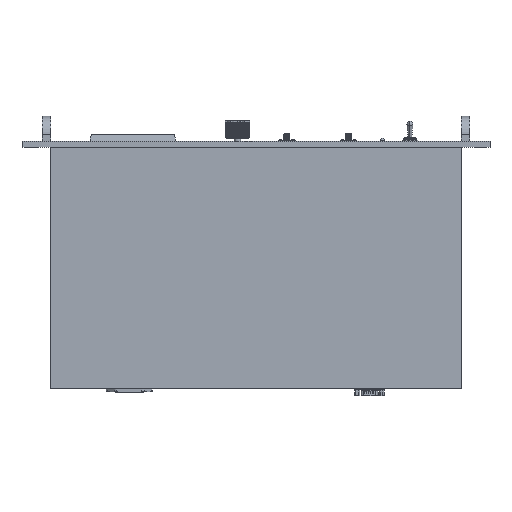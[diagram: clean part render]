
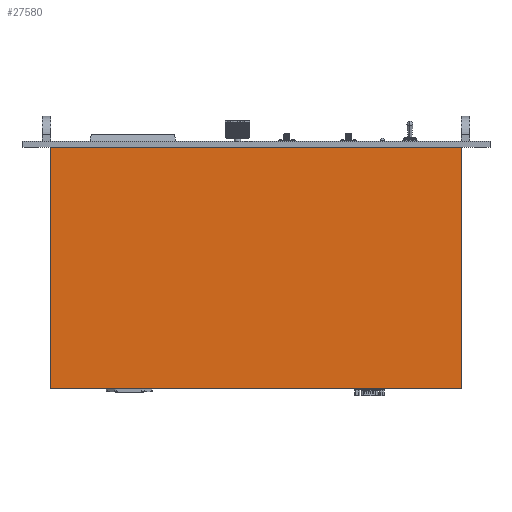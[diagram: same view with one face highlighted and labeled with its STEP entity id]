
A CAD part, front view. The second image highlights one B-rep face of the part: STEP entity #27580.
In plain terms, the highlighted planar face has unit normal (0, -1, 0).
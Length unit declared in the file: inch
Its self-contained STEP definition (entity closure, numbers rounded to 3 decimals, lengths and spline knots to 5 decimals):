
#4555 = VERTEX_POINT ( 'NONE', #21041 ) ;
#5264 = VERTEX_POINT ( 'NONE', #40141 ) ;
#5766 = VERTEX_POINT ( 'NONE', #30029 ) ;
#9217 = CARTESIAN_POINT ( 'NONE',  ( 8.35, -0.75, -36.88723 ) ) ;
#14135 = LINE ( 'NONE', #53652, #26602 ) ;
#17416 = EDGE_CURVE ( 'NONE', #5264, #4555, #14135, .T. ) ;
#18502 = ORIENTED_EDGE ( 'NONE', *, *, #34487, .T. ) ;
#19473 = CARTESIAN_POINT ( 'NONE',  ( -8.35, -0.75, -36.88723 ) ) ;
#21041 = CARTESIAN_POINT ( 'NONE',  ( 8.35, -0.75, -0.25 ) ) ;
#21249 = DIRECTION ( 'NONE',  ( -1., 0., 0. ) ) ;
#21409 = ORIENTED_EDGE ( 'NONE', *, *, #39912, .F. ) ;
#22741 = VERTEX_POINT ( 'NONE', #26142 ) ;
#25956 = VECTOR ( 'NONE', #41328, 39.37008 ) ;
#26142 = CARTESIAN_POINT ( 'NONE',  ( -8.35, -0.75, -10.06 ) ) ;
#26602 = VECTOR ( 'NONE', #27338, 39.37008 ) ;
#27338 = DIRECTION ( 'NONE',  ( 0., 0., 1. ) ) ;
#27580 = ADVANCED_FACE ( 'NONE', ( #33761 ), #49350, .F. ) ;
#27635 = DIRECTION ( 'NONE',  ( 0., 0., 1. ) ) ;
#29239 = EDGE_LOOP ( 'NONE', ( #21409, #33945, #18502, #34193 ) ) ;
#29436 = LINE ( 'NONE', #41711, #25956 ) ;
#30029 = CARTESIAN_POINT ( 'NONE',  ( -8.35, -0.75, -0.25 ) ) ;
#31335 = DIRECTION ( 'NONE',  ( 0., 0., 1. ) ) ;
#32000 = LINE ( 'NONE', #19473, #35449 ) ;
#33543 = EDGE_CURVE ( 'NONE', #22741, #5766, #32000, .T. ) ;
#33761 = FACE_OUTER_BOUND ( 'NONE', #29239, .T. ) ;
#33945 = ORIENTED_EDGE ( 'NONE', *, *, #17416, .T. ) ;
#34193 = ORIENTED_EDGE ( 'NONE', *, *, #33543, .F. ) ;
#34487 = EDGE_CURVE ( 'NONE', #4555, #5766, #42296, .T. ) ;
#35449 = VECTOR ( 'NONE', #27635, 39.37008 ) ;
#39912 = EDGE_CURVE ( 'NONE', #5264, #22741, #29436, .T. ) ;
#40141 = CARTESIAN_POINT ( 'NONE',  ( 8.35, -0.75, -10.06 ) ) ;
#41328 = DIRECTION ( 'NONE',  ( -1., 0., 0. ) ) ;
#41711 = CARTESIAN_POINT ( 'NONE',  ( 8.35, -0.75, -10.06 ) ) ;
#42296 = LINE ( 'NONE', #47762, #44433 ) ;
#44433 = VECTOR ( 'NONE', #21249, 39.37008 ) ;
#47762 = CARTESIAN_POINT ( 'NONE',  ( 8.35, -0.75, -0.25 ) ) ;
#49350 = PLANE ( 'NONE',  #50109 ) ;
#50109 = AXIS2_PLACEMENT_3D ( 'NONE', #9217, #57290, #31335 ) ;
#53652 = CARTESIAN_POINT ( 'NONE',  ( 8.35, -0.75, -36.88723 ) ) ;
#57290 = DIRECTION ( 'NONE',  ( 0., 1., 0. ) ) ;
